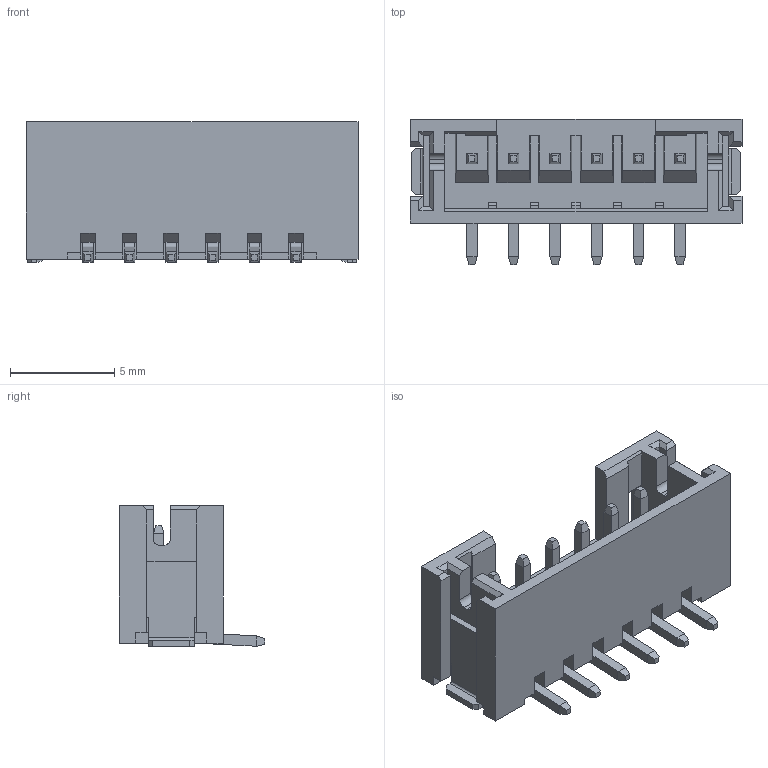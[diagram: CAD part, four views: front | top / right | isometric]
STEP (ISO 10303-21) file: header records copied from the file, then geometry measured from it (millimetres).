
FILE_DESCRIPTION(('FreeCAD Model'),'2;1');
FILE_NAME('Open CASCADE Shape Model','2025-11-30T20:08:44',(''),(''), 'Open CASCADE STEP processor 7.8','FreeCAD','Unknown');
FILE_SCHEMA(('AUTOMOTIVE_DESIGN { 1 0 10303 214 1 1 1 1 }'));
Length unit declared in the file: millimetre
Products named in the file (5): Assembly; B6B-PH-SM4-TBT; BxB-PH-SM4 body_6; BxB-PH-SM4 tab; BxB-PH-SM4 pin
Assembly tree (10 placements, depth 3):
  Assembly
    B6B-PH-SM4-TBT
      BxB-PH-SM4 body_6
      BxB-PH-SM4 tab  x2
      BxB-PH-SM4 pin  x6
Bounding box: 15.95 x 7 x 6.75 mm (x, y, z)
Volume: 253.5 mm3; surface area: 838.2 mm2
Topology: 9 solids, 9 shells, 378 faces, 968 edges, 604 vertices
Faces by surface type: plane 358, cylinder 20
Entity records: 8095 total; most frequent: CARTESIAN_POINT 1405, ORIENTED_EDGE 1392, DIRECTION 1226, EDGE_CURVE 696, LINE 680, VECTOR 680, VERTEX_POINT 452, AXIS2_PLACEMENT_3D 273
